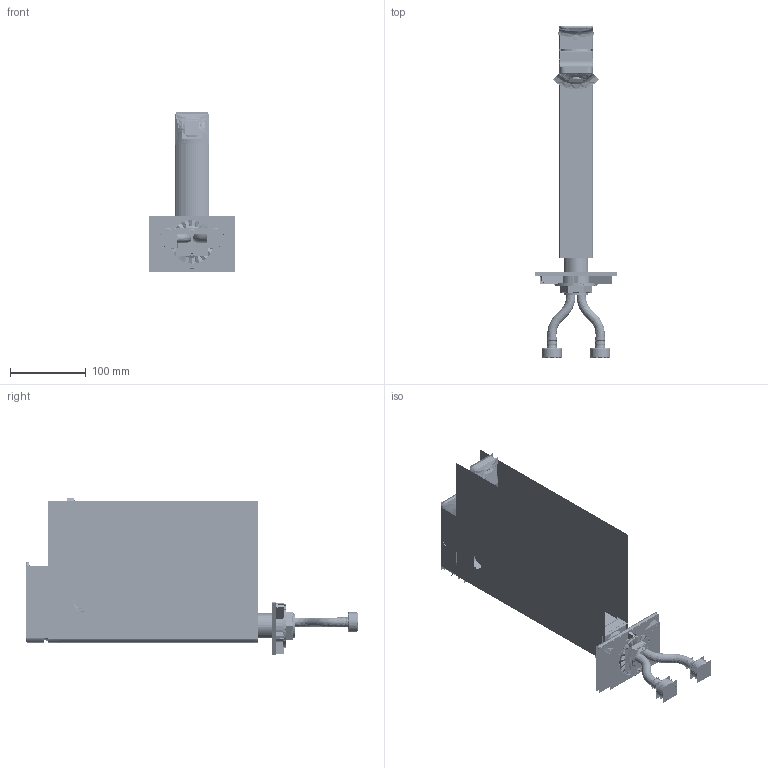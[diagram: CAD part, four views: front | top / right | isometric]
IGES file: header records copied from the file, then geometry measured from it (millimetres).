
Start section:  PTC IGES file: FFAS1302-102500BF0.igs
Global section: file name: FFAS1302-102500BF0.igs; native system: Creo Parametric by PTC Inc.; preprocessor: 2015200; author: 10114211; organization: Unknown; date: 20180809.115023; units: millimetre
Bounding box: 112.66 x 439.46 x 211.44 mm (x, y, z)
Volume: 556348.8 mm3; surface area: 4332842.1 mm2
Topology: 39 solids, 60 shells, 8640 faces, 49919 edges, 66571 vertices
Faces by surface type: bspline 5436, revolution 3204
